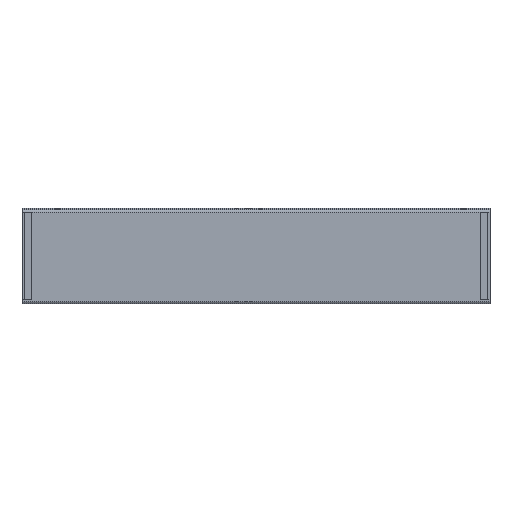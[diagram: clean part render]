
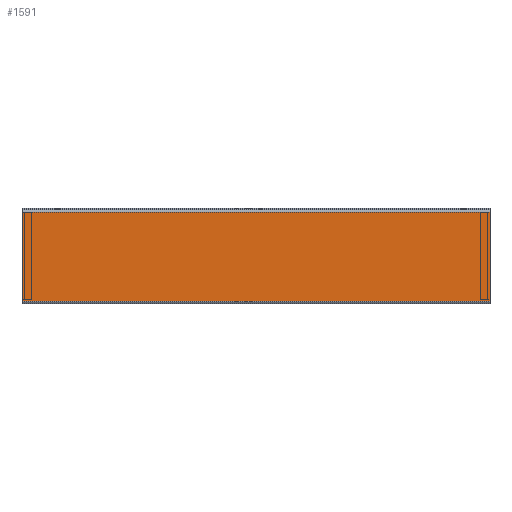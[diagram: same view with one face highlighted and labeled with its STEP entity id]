
A CAD part, left-side view. The second image highlights one B-rep face of the part: STEP entity #1591.
In plain terms, the highlighted planar face has unit normal (-1, 0, 0).
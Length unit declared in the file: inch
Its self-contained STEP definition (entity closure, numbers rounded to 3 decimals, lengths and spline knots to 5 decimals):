
#76 = CARTESIAN_POINT ( 'NONE',  ( -15., -15., 0.095 ) ) ;
#276 = DIRECTION ( 'NONE',  ( 0., 0., -1. ) ) ;
#482 = VECTOR ( 'NONE', #3518, 39.37008 ) ;
#650 = LINE ( 'NONE', #76, #4465 ) ;
#684 = LINE ( 'NONE', #5613, #482 ) ;
#1356 = VECTOR ( 'NONE', #2240, 39.37008 ) ;
#1578 = AXIS2_PLACEMENT_3D ( 'NONE', #6942, #3607, #276 ) ;
#1591 = ADVANCED_FACE ( 'NONE', ( #5279 ), #4737, .F. ) ;
#1893 = VERTEX_POINT ( 'NONE', #3414 ) ;
#1928 = EDGE_CURVE ( 'NONE', #1893, #2661, #2249, .T. ) ;
#2006 = ORIENTED_EDGE ( 'NONE', *, *, #2264, .T. ) ;
#2234 = CARTESIAN_POINT ( 'NONE',  ( -15., -15., 5.857 ) ) ;
#2240 = DIRECTION ( 'NONE',  ( 0., 0., -1. ) ) ;
#2249 = LINE ( 'NONE', #3995, #4594 ) ;
#2264 = EDGE_CURVE ( 'NONE', #5313, #2661, #650, .T. ) ;
#2661 = VERTEX_POINT ( 'NONE', #2234 ) ;
#3414 = CARTESIAN_POINT ( 'NONE',  ( -15., 15., 5.857 ) ) ;
#3518 = DIRECTION ( 'NONE',  ( 0., 1., 0. ) ) ;
#3607 = DIRECTION ( 'NONE',  ( 1., 0., 0. ) ) ;
#3684 = ORIENTED_EDGE ( 'NONE', *, *, #5014, .F. ) ;
#3949 = DIRECTION ( 'NONE',  ( 0., 0., 1. ) ) ;
#3995 = CARTESIAN_POINT ( 'NONE',  ( -15., -15., 5.857 ) ) ;
#4357 = CARTESIAN_POINT ( 'NONE',  ( -15., 15., 0.095 ) ) ;
#4465 = VECTOR ( 'NONE', #3949, 39.37008 ) ;
#4594 = VECTOR ( 'NONE', #5088, 39.37008 ) ;
#4689 = CARTESIAN_POINT ( 'NONE',  ( -15., 15., 0.143 ) ) ;
#4722 = ORIENTED_EDGE ( 'NONE', *, *, #6782, .T. ) ;
#4737 = PLANE ( 'NONE',  #1578 ) ;
#5014 = EDGE_CURVE ( 'NONE', #5313, #6293, #684, .T. ) ;
#5088 = DIRECTION ( 'NONE',  ( 0., -1., 0. ) ) ;
#5279 = FACE_OUTER_BOUND ( 'NONE', #5881, .T. ) ;
#5313 = VERTEX_POINT ( 'NONE', #6526 ) ;
#5477 = LINE ( 'NONE', #4357, #1356 ) ;
#5613 = CARTESIAN_POINT ( 'NONE',  ( -15., -15., 0.143 ) ) ;
#5881 = EDGE_LOOP ( 'NONE', ( #5890, #4722, #3684, #2006 ) ) ;
#5890 = ORIENTED_EDGE ( 'NONE', *, *, #1928, .F. ) ;
#6293 = VERTEX_POINT ( 'NONE', #4689 ) ;
#6526 = CARTESIAN_POINT ( 'NONE',  ( -15., -15., 0.143 ) ) ;
#6782 = EDGE_CURVE ( 'NONE', #1893, #6293, #5477, .T. ) ;
#6942 = CARTESIAN_POINT ( 'NONE',  ( -15., -15., 0.08553 ) ) ;
